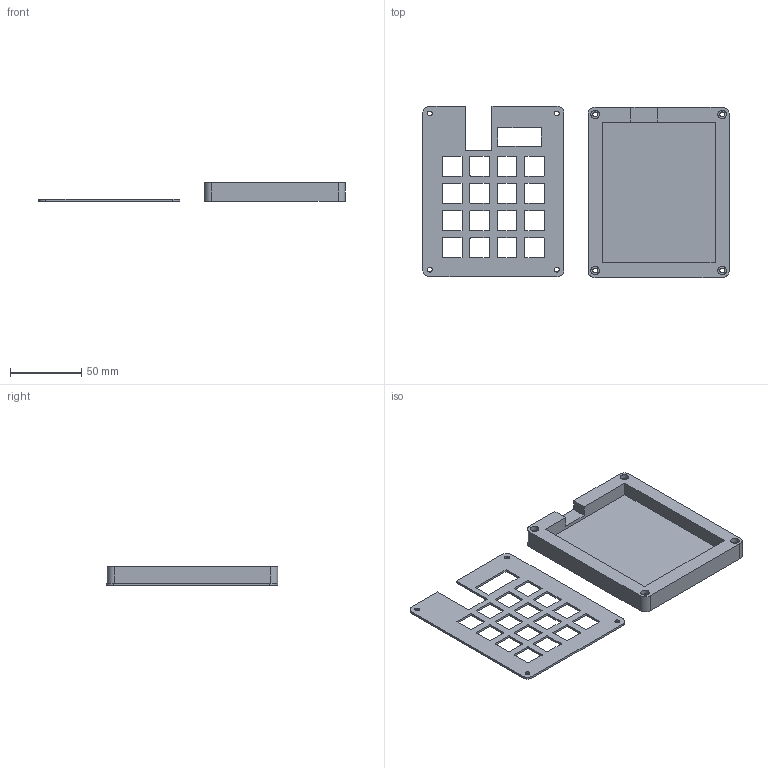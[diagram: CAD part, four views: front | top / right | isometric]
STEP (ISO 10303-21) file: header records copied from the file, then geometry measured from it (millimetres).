
FILE_DESCRIPTION(/* description */ ('STEP AP242 Edition 2','CAx-IF Rec.Pracs.---Representation and Presentation of Product Manufacturing Information (PMI)---4.0---2014-10-13','CAx-IF Rec.Pracs.---3D Tessellated Geometry---0.4---2014-09-14','2;1','CAx-IF Rec.Pracs.---User Defined Attributes---1.5---2016-08-15'),/* implementation_level */ '2;1');
FILE_NAME(/* name */ '697c0e92d2709aaefc055cfd',/* time_stamp */ '2026-01-30T01:51:15Z',/* author */ (''),/* organization */ (''),/* preprocessor_version */ 'ST-DEVELOPER v20',/* originating_system */ 'ONSHAPE BY PTC INC, 1.209',/* authorisation */ ' ');
FILE_SCHEMA (('AP242_MANAGED_MODEL_BASED_3D_ENGINEERING_MIM_LF { 1 0 10303 442 3 1 4 }'));
Length unit declared in the file: metre
Products named in the file (7): Assembly 1; Part 1; Part 4; Part 2; Part 5; Part 3
Assembly tree (6 placements, depth 2):
  Assembly 1
    Part 1
    Part 4
    Part 1
    Part 2
    Part 5
    Part 3
Bounding box: 215.25 x 120.34 x 13 mm (x, y, z)
Volume: 85272.9 mm3; surface area: 52510.2 mm2
Topology: 6 solids, 6 shells, 493 faces, 1371 edges, 914 vertices
Faces by surface type: plane 226, bspline 137, cylinder 130
Full cylindrical faces by diameter (mm): 3.4 x8, 6 x8
Entity records: 16464 total; most frequent: CARTESIAN_POINT 4276, ORIENTED_EDGE 2710, DIRECTION 2067, EDGE_CURVE 1355, VERTEX_POINT 914, LINE 821, VECTOR 821, AXIS2_PLACEMENT_3D 623
